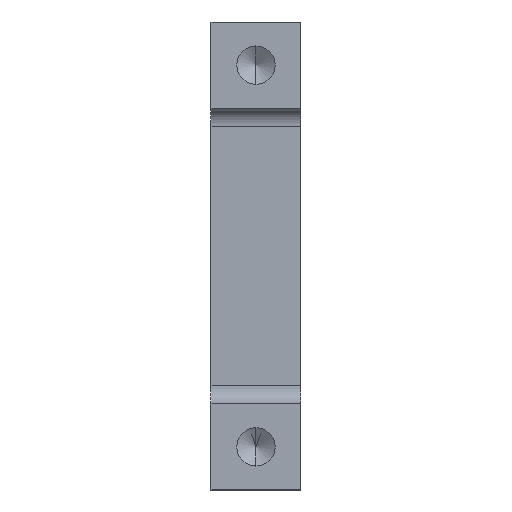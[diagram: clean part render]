
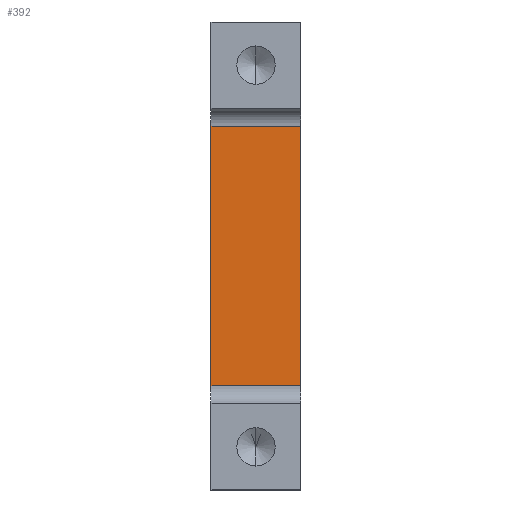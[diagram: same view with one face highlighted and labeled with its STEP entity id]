
A CAD part, left-side view. The second image highlights one B-rep face of the part: STEP entity #392.
In plain terms, the highlighted planar face has unit normal (-1, 0, 0).
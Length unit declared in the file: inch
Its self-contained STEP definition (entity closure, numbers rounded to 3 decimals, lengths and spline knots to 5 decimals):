
#3 = CARTESIAN_POINT ( 'NONE',  ( -0.5475, 0.25, 0.36 ) ) ;
#8 = DIRECTION ( 'NONE',  ( 0., 0., 1. ) ) ;
#50 = EDGE_CURVE ( 'NONE', #2175, #802, #1287, .T. ) ;
#92 = LINE ( 'NONE', #109, #2336 ) ;
#109 = CARTESIAN_POINT ( 'NONE',  ( -0.5475, 0., -0.41 ) ) ;
#131 = LINE ( 'NONE', #696, #196 ) ;
#142 = EDGE_CURVE ( 'NONE', #1684, #802, #848, .T. ) ;
#196 = VECTOR ( 'NONE', #664, 39.37008 ) ;
#375 = CARTESIAN_POINT ( 'NONE',  ( -0.5475, 0.25, -0.41 ) ) ;
#392 = ADVANCED_FACE ( 'NONE', ( #1413 ), #791, .F. ) ;
#472 = EDGE_CURVE ( 'NONE', #2010, #1684, #92, .T. ) ;
#600 = DIRECTION ( 'NONE',  ( 0., 0., 1. ) ) ;
#651 = EDGE_LOOP ( 'NONE', ( #1370, #977, #2025, #869 ) ) ;
#664 = DIRECTION ( 'NONE',  ( 0., -1., 0. ) ) ;
#696 = CARTESIAN_POINT ( 'NONE',  ( -0.5475, 0., -0.36 ) ) ;
#709 = CARTESIAN_POINT ( 'NONE',  ( -0.5475, 0.25, 0.36 ) ) ;
#779 = DIRECTION ( 'NONE',  ( 0., 0., -1. ) ) ;
#784 = DIRECTION ( 'NONE',  ( 1., 0., 0. ) ) ;
#791 = PLANE ( 'NONE',  #1748 ) ;
#795 = VECTOR ( 'NONE', #1984, 39.37008 ) ;
#802 = VERTEX_POINT ( 'NONE', #709 ) ;
#848 = LINE ( 'NONE', #3, #795 ) ;
#869 = ORIENTED_EDGE ( 'NONE', *, *, #1701, .T. ) ;
#932 = CARTESIAN_POINT ( 'NONE',  ( -0.5475, 0.25, -0.41 ) ) ;
#958 = CARTESIAN_POINT ( 'NONE',  ( -0.5475, 0., 0.36 ) ) ;
#977 = ORIENTED_EDGE ( 'NONE', *, *, #142, .T. ) ;
#1046 = CARTESIAN_POINT ( 'NONE',  ( -0.5475, 0., -0.36 ) ) ;
#1287 = LINE ( 'NONE', #375, #1479 ) ;
#1370 = ORIENTED_EDGE ( 'NONE', *, *, #472, .T. ) ;
#1413 = FACE_OUTER_BOUND ( 'NONE', #651, .T. ) ;
#1479 = VECTOR ( 'NONE', #600, 39.37008 ) ;
#1658 = CARTESIAN_POINT ( 'NONE',  ( -0.5475, 0.25, -0.36 ) ) ;
#1684 = VERTEX_POINT ( 'NONE', #958 ) ;
#1701 = EDGE_CURVE ( 'NONE', #2175, #2010, #131, .T. ) ;
#1748 = AXIS2_PLACEMENT_3D ( 'NONE', #932, #784, #779 ) ;
#1984 = DIRECTION ( 'NONE',  ( 0., 1., 0. ) ) ;
#2010 = VERTEX_POINT ( 'NONE', #1046 ) ;
#2025 = ORIENTED_EDGE ( 'NONE', *, *, #50, .F. ) ;
#2175 = VERTEX_POINT ( 'NONE', #1658 ) ;
#2336 = VECTOR ( 'NONE', #8, 39.37008 ) ;
